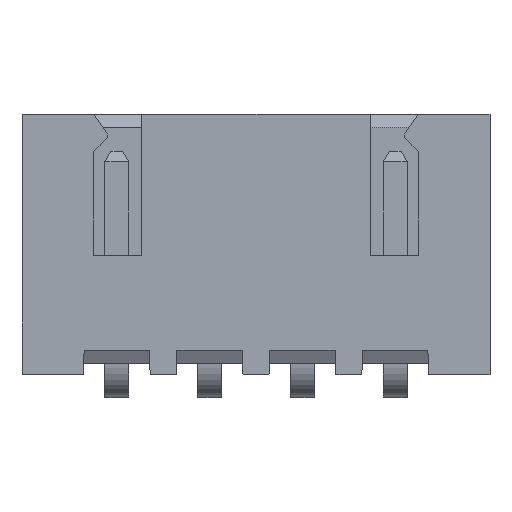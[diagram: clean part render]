
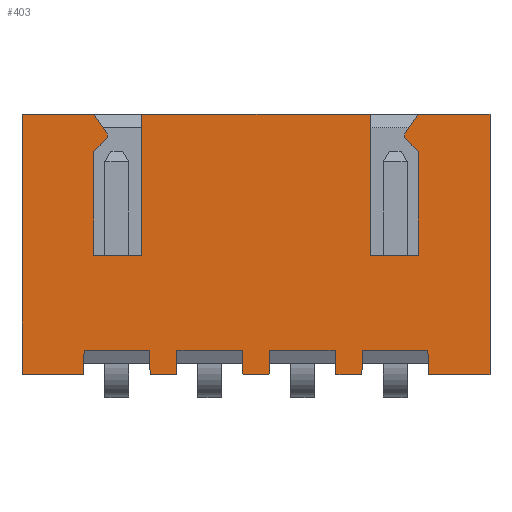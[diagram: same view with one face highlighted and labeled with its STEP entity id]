
A CAD part, top view. The second image highlights one B-rep face of the part: STEP entity #403.
In plain terms, the highlighted planar face has unit normal (0, 0, 1).
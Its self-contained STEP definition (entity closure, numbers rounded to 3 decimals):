
#403=ADVANCED_FACE('',(#1080),#1082,.T.);
#1080=FACE_BOUND('',#1081,.T.);
#1081=EDGE_LOOP('',(#1610,#1611,#1612,#1613,#1614,#1615,#1616,#1617,#1618,#1619,
#1620,#1621,#1622,#1623,#1624,#1625,#1626,#1627,#1628,#1629,#1630,#1631,#1632,#1633,
#1634,#1635,#1636,#1637,#1638,#1639,#1640,#1641,#1642,#1643));
#1082=PLANE('',#1083);
#1083=AXIS2_PLACEMENT_3D('',#1084,#1085,#1086);
#1084=CARTESIAN_POINT('',(-10.05,0.3,5.75));
#1085=DIRECTION('',(0.,0.,1.));
#1086=DIRECTION('',(1.,0.,0.));
#1610=ORIENTED_EDGE('',*,*,#2006,.T.);
#1611=ORIENTED_EDGE('',*,*,#1968,.T.);
#1612=ORIENTED_EDGE('',*,*,#1995,.T.);
#1613=ORIENTED_EDGE('',*,*,#2007,.T.);
#1614=ORIENTED_EDGE('',*,*,#2008,.T.);
#1615=ORIENTED_EDGE('',*,*,#2009,.T.);
#1616=ORIENTED_EDGE('',*,*,#2010,.T.);
#1617=ORIENTED_EDGE('',*,*,#2011,.T.);
#1618=ORIENTED_EDGE('',*,*,#2012,.F.);
#1619=ORIENTED_EDGE('',*,*,#2013,.T.);
#1620=ORIENTED_EDGE('',*,*,#2014,.T.);
#1621=ORIENTED_EDGE('',*,*,#2015,.T.);
#1622=ORIENTED_EDGE('',*,*,#2016,.T.);
#1623=ORIENTED_EDGE('',*,*,#2017,.T.);
#1624=ORIENTED_EDGE('',*,*,#2018,.T.);
#1625=ORIENTED_EDGE('',*,*,#2019,.F.);
#1626=ORIENTED_EDGE('',*,*,#2020,.T.);
#1627=ORIENTED_EDGE('',*,*,#2021,.T.);
#1628=ORIENTED_EDGE('',*,*,#2022,.T.);
#1629=ORIENTED_EDGE('',*,*,#2023,.T.);
#1630=ORIENTED_EDGE('',*,*,#2024,.T.);
#1631=ORIENTED_EDGE('',*,*,#2025,.T.);
#1632=ORIENTED_EDGE('',*,*,#2026,.F.);
#1633=ORIENTED_EDGE('',*,*,#2027,.F.);
#1634=ORIENTED_EDGE('',*,*,#1998,.T.);
#1635=ORIENTED_EDGE('',*,*,#1952,.T.);
#1636=ORIENTED_EDGE('',*,*,#2028,.T.);
#1637=ORIENTED_EDGE('',*,*,#1944,.T.);
#1638=ORIENTED_EDGE('',*,*,#1997,.T.);
#1639=ORIENTED_EDGE('',*,*,#1964,.T.);
#1640=ORIENTED_EDGE('',*,*,#2029,.T.);
#1641=ORIENTED_EDGE('',*,*,#1956,.T.);
#1642=ORIENTED_EDGE('',*,*,#1996,.T.);
#1643=ORIENTED_EDGE('',*,*,#1976,.T.);
#1944=EDGE_CURVE('',#2159,#2160,#2161,.F.);
#1952=EDGE_CURVE('',#2176,#2174,#2177,.F.);
#1956=EDGE_CURVE('',#2183,#2184,#2185,.F.);
#1964=EDGE_CURVE('',#2200,#2198,#2201,.F.);
#1968=EDGE_CURVE('',#2207,#2208,#2209,.F.);
#1976=EDGE_CURVE('',#2224,#2222,#2225,.F.);
#1995=EDGE_CURVE('',#2208,#2253,#2255,.T.);
#1996=EDGE_CURVE('',#2184,#2224,#2256,.T.);
#1997=EDGE_CURVE('',#2160,#2200,#2257,.T.);
#1998=EDGE_CURVE('',#2258,#2176,#2259,.T.);
#2006=EDGE_CURVE('',#2222,#2207,#2267,.F.);
#2007=EDGE_CURVE('',#2253,#2268,#2269,.F.);
#2008=EDGE_CURVE('',#2268,#2270,#2271,.F.);
#2009=EDGE_CURVE('',#2270,#2272,#2273,.F.);
#2010=EDGE_CURVE('',#2272,#2274,#2275,.T.);
#2011=EDGE_CURVE('',#2274,#2276,#2277,.T.);
#2012=EDGE_CURVE('',#2278,#2276,#2279,.T.);
#2013=EDGE_CURVE('',#2278,#2280,#2281,.F.);
#2014=EDGE_CURVE('',#2280,#2282,#2283,.F.);
#2015=EDGE_CURVE('',#2282,#2284,#2285,.F.);
#2016=EDGE_CURVE('',#2284,#2286,#2287,.F.);
#2017=EDGE_CURVE('',#2286,#2288,#2289,.F.);
#2018=EDGE_CURVE('',#2288,#2290,#2291,.F.);
#2019=EDGE_CURVE('',#2292,#2290,#2293,.T.);
#2020=EDGE_CURVE('',#2292,#2294,#2295,.F.);
#2021=EDGE_CURVE('',#2294,#2296,#2297,.F.);
#2022=EDGE_CURVE('',#2296,#2298,#2299,.F.);
#2023=EDGE_CURVE('',#2298,#2300,#2301,.F.);
#2024=EDGE_CURVE('',#2300,#2302,#2303,.F.);
#2025=EDGE_CURVE('',#2302,#2304,#2305,.F.);
#2026=EDGE_CURVE('',#2306,#2304,#2307,.T.);
#2027=EDGE_CURVE('',#2258,#2306,#2308,.T.);
#2028=EDGE_CURVE('',#2174,#2159,#2309,.F.);
#2029=EDGE_CURVE('',#2198,#2183,#2310,.F.);
#2159=VERTEX_POINT('',#2514);
#2160=VERTEX_POINT('',#2515);
#2161=LINE('',#2516,#2517);
#2174=VERTEX_POINT('',#2543);
#2176=VERTEX_POINT('',#2547);
#2177=LINE('',#2548,#2549);
#2183=VERTEX_POINT('',#2562);
#2184=VERTEX_POINT('',#2563);
#2185=LINE('',#2564,#2565);
#2198=VERTEX_POINT('',#2591);
#2200=VERTEX_POINT('',#2595);
#2201=LINE('',#2596,#2597);
#2207=VERTEX_POINT('',#2610);
#2208=VERTEX_POINT('',#2611);
#2209=LINE('',#2612,#2613);
#2222=VERTEX_POINT('',#2639);
#2224=VERTEX_POINT('',#2643);
#2225=LINE('',#2644,#2645);
#2253=VERTEX_POINT('',#2708);
#2255=LINE('',#2712,#2713);
#2256=LINE('',#2715,#2716);
#2257=LINE('',#2718,#2719);
#2258=VERTEX_POINT('',#2721);
#2259=LINE('',#2722,#2723);
#2267=LINE('',#2746,#2747);
#2268=VERTEX_POINT('',#2749);
#2269=LINE('',#2750,#2751);
#2270=VERTEX_POINT('',#2753);
#2271=LINE('',#2754,#2755);
#2272=VERTEX_POINT('',#2757);
#2273=LINE('',#2758,#2759);
#2274=VERTEX_POINT('',#2761);
#2275=LINE('',#2762,#2763);
#2276=VERTEX_POINT('',#2765);
#2277=LINE('',#2766,#2767);
#2278=VERTEX_POINT('',#2769);
#2279=LINE('',#2770,#2771);
#2280=VERTEX_POINT('',#2773);
#2281=LINE('',#2774,#2775);
#2282=VERTEX_POINT('',#2777);
#2283=LINE('',#2778,#2779);
#2284=VERTEX_POINT('',#2781);
#2285=LINE('',#2782,#2783);
#2286=VERTEX_POINT('',#2785);
#2287=LINE('',#2786,#2787);
#2288=VERTEX_POINT('',#2789);
#2289=LINE('',#2790,#2791);
#2290=VERTEX_POINT('',#2793);
#2291=LINE('',#2794,#2795);
#2292=VERTEX_POINT('',#2797);
#2293=LINE('',#2798,#2799);
#2294=VERTEX_POINT('',#2801);
#2295=LINE('',#2802,#2803);
#2296=VERTEX_POINT('',#2805);
#2297=LINE('',#2806,#2807);
#2298=VERTEX_POINT('',#2809);
#2299=LINE('',#2810,#2811);
#2300=VERTEX_POINT('',#2813);
#2301=LINE('',#2814,#2815);
#2302=VERTEX_POINT('',#2817);
#2303=LINE('',#2818,#2819);
#2304=VERTEX_POINT('',#2821);
#2305=LINE('',#2822,#2823);
#2306=VERTEX_POINT('',#2825);
#2307=LINE('',#2826,#2827);
#2308=LINE('',#2829,#2830);
#2309=LINE('',#2832,#2833);
#2310=LINE('',#2835,#2836);
#2514=CARTESIAN_POINT('',(-6.623,0.95,5.75));
#2515=CARTESIAN_POINT('',(-6.6,0.3,5.75));
#2516=CARTESIAN_POINT('',(-6.6,0.3,5.75));
#2517=VECTOR('',#2518,1.);
#2518=DIRECTION('',(-0.035,0.999,0.));
#2543=CARTESIAN_POINT('',(-8.377,0.95,5.75));
#2547=CARTESIAN_POINT('',(-8.4,0.3,5.75));
#2548=CARTESIAN_POINT('',(-8.377,0.95,5.75));
#2549=VECTOR('',#2550,1.);
#2550=DIRECTION('',(-0.035,-0.999,0.));
#2562=CARTESIAN_POINT('',(-4.123,0.95,5.75));
#2563=CARTESIAN_POINT('',(-4.1,0.3,5.75));
#2564=CARTESIAN_POINT('',(-4.1,0.3,5.75));
#2565=VECTOR('',#2566,1.);
#2566=DIRECTION('',(-0.035,0.999,0.));
#2591=CARTESIAN_POINT('',(-5.877,0.95,5.75));
#2595=CARTESIAN_POINT('',(-5.9,0.3,5.75));
#2596=CARTESIAN_POINT('',(-5.877,0.95,5.75));
#2597=VECTOR('',#2598,1.);
#2598=DIRECTION('',(-0.035,-0.999,0.));
#2610=CARTESIAN_POINT('',(-1.623,0.95,5.75));
#2611=CARTESIAN_POINT('',(-1.6,0.3,5.75));
#2612=CARTESIAN_POINT('',(-1.6,0.3,5.75));
#2613=VECTOR('',#2614,1.);
#2614=DIRECTION('',(-0.035,0.999,0.));
#2639=CARTESIAN_POINT('',(-3.377,0.95,5.75));
#2643=CARTESIAN_POINT('',(-3.4,0.3,5.75));
#2644=CARTESIAN_POINT('',(-3.377,0.95,5.75));
#2645=VECTOR('',#2646,1.);
#2646=DIRECTION('',(-0.035,-0.999,0.));
#2708=CARTESIAN_POINT('',(-0.9,0.3,5.75));
#2712=CARTESIAN_POINT('',(-1.6,0.3,5.75));
#2713=VECTOR('',#2714,1.);
#2714=DIRECTION('',(1.,0.,0.));
#2715=CARTESIAN_POINT('',(-4.1,0.3,5.75));
#2716=VECTOR('',#2717,1.);
#2717=DIRECTION('',(1.,0.,0.));
#2718=CARTESIAN_POINT('',(-6.6,0.3,5.75));
#2719=VECTOR('',#2720,1.);
#2720=DIRECTION('',(1.,0.,0.));
#2721=CARTESIAN_POINT('',(-10.05,0.3,5.75));
#2722=CARTESIAN_POINT('',(-10.05,0.3,5.75));
#2723=VECTOR('',#2724,1.);
#2724=DIRECTION('',(1.,0.,0.));
#2746=CARTESIAN_POINT('',(-1.623,0.95,5.75));
#2747=VECTOR('',#2748,1.);
#2748=DIRECTION('',(-1.,0.,0.));
#2749=CARTESIAN_POINT('',(-0.877,0.95,5.75));
#2750=CARTESIAN_POINT('',(-0.877,0.95,5.75));
#2751=VECTOR('',#2752,1.);
#2752=DIRECTION('',(-0.035,-0.999,0.));
#2753=CARTESIAN_POINT('',(0.877,0.95,5.75));
#2754=CARTESIAN_POINT('',(0.877,0.95,5.75));
#2755=VECTOR('',#2756,1.);
#2756=DIRECTION('',(-1.,0.,0.));
#2757=CARTESIAN_POINT('',(0.9,0.3,5.75));
#2758=CARTESIAN_POINT('',(0.9,0.3,5.75));
#2759=VECTOR('',#2760,1.);
#2760=DIRECTION('',(-0.035,0.999,0.));
#2761=CARTESIAN_POINT('',(2.55,0.3,5.75));
#2762=CARTESIAN_POINT('',(0.9,0.3,5.75));
#2763=VECTOR('',#2764,1.);
#2764=DIRECTION('',(1.,0.,0.));
#2765=CARTESIAN_POINT('',(2.55,7.3,5.75));
#2766=CARTESIAN_POINT('',(2.55,0.3,5.75));
#2767=VECTOR('',#2768,1.);
#2768=DIRECTION('',(0.,1.,0.));
#2769=CARTESIAN_POINT('',(0.621,7.3,5.75));
#2770=CARTESIAN_POINT('',(0.621,7.3,5.75));
#2771=VECTOR('',#2772,1.);
#2772=DIRECTION('',(1.,0.,0.));
#2773=CARTESIAN_POINT('',(0.25,6.771,5.75));
#2774=CARTESIAN_POINT('',(0.25,6.771,5.75));
#2775=VECTOR('',#2776,1.);
#2776=DIRECTION('',(0.574,0.819,0.));
#2777=CARTESIAN_POINT('',(0.25,6.671,5.75));
#2778=CARTESIAN_POINT('',(0.25,6.671,5.75));
#2779=VECTOR('',#2780,1.);
#2780=DIRECTION('',(0.,1.,0.));
#2781=CARTESIAN_POINT('',(0.621,6.3,5.75));
#2782=CARTESIAN_POINT('',(0.621,6.3,5.75));
#2783=VECTOR('',#2784,1.);
#2784=DIRECTION('',(-0.707,0.707,0.));
#2785=CARTESIAN_POINT('',(0.621,3.5,5.75));
#2786=CARTESIAN_POINT('',(0.621,3.5,5.75));
#2787=VECTOR('',#2788,1.);
#2788=DIRECTION('',(0.,1.,0.));
#2789=CARTESIAN_POINT('',(-0.679,3.5,5.75));
#2790=CARTESIAN_POINT('',(-0.679,3.5,5.75));
#2791=VECTOR('',#2792,1.);
#2792=DIRECTION('',(1.,0.,0.));
#2793=CARTESIAN_POINT('',(-0.679,7.3,5.75));
#2794=CARTESIAN_POINT('',(-0.679,7.3,5.75));
#2795=VECTOR('',#2796,1.);
#2796=DIRECTION('',(0.,-1.,0.));
#2797=CARTESIAN_POINT('',(-6.821,7.3,5.75));
#2798=CARTESIAN_POINT('',(-6.821,7.3,5.75));
#2799=VECTOR('',#2800,1.);
#2800=DIRECTION('',(1.,0.,0.));
#2801=CARTESIAN_POINT('',(-6.821,3.5,5.75));
#2802=CARTESIAN_POINT('',(-6.821,3.5,5.75));
#2803=VECTOR('',#2804,1.);
#2804=DIRECTION('',(0.,1.,0.));
#2805=CARTESIAN_POINT('',(-8.121,3.5,5.75));
#2806=CARTESIAN_POINT('',(-8.121,3.5,5.75));
#2807=VECTOR('',#2808,1.);
#2808=DIRECTION('',(1.,0.,0.));
#2809=CARTESIAN_POINT('',(-8.121,6.3,5.75));
#2810=CARTESIAN_POINT('',(-8.121,6.3,5.75));
#2811=VECTOR('',#2812,1.);
#2812=DIRECTION('',(0.,-1.,0.));
#2813=CARTESIAN_POINT('',(-7.75,6.671,5.75));
#2814=CARTESIAN_POINT('',(-7.75,6.671,5.75));
#2815=VECTOR('',#2816,1.);
#2816=DIRECTION('',(-0.707,-0.707,0.));
#2817=CARTESIAN_POINT('',(-7.75,6.771,5.75));
#2818=CARTESIAN_POINT('',(-7.75,6.771,5.75));
#2819=VECTOR('',#2820,1.);
#2820=DIRECTION('',(0.,-1.,0.));
#2821=CARTESIAN_POINT('',(-8.121,7.3,5.75));
#2822=CARTESIAN_POINT('',(-8.121,7.3,5.75));
#2823=VECTOR('',#2824,1.);
#2824=DIRECTION('',(0.574,-0.819,0.));
#2825=CARTESIAN_POINT('',(-10.05,7.3,5.75));
#2826=CARTESIAN_POINT('',(-10.05,7.3,5.75));
#2827=VECTOR('',#2828,1.);
#2828=DIRECTION('',(1.,0.,0.));
#2829=CARTESIAN_POINT('',(-10.05,0.3,5.75));
#2830=VECTOR('',#2831,1.);
#2831=DIRECTION('',(0.,1.,0.));
#2832=CARTESIAN_POINT('',(-6.623,0.95,5.75));
#2833=VECTOR('',#2834,1.);
#2834=DIRECTION('',(-1.,0.,0.));
#2835=CARTESIAN_POINT('',(-4.123,0.95,5.75));
#2836=VECTOR('',#2837,1.);
#2837=DIRECTION('',(-1.,0.,0.));
